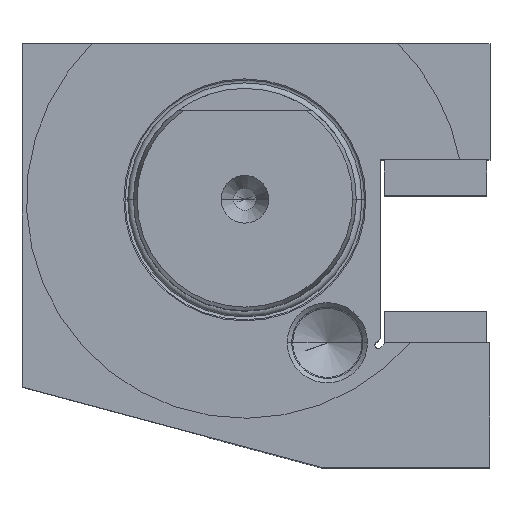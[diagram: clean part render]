
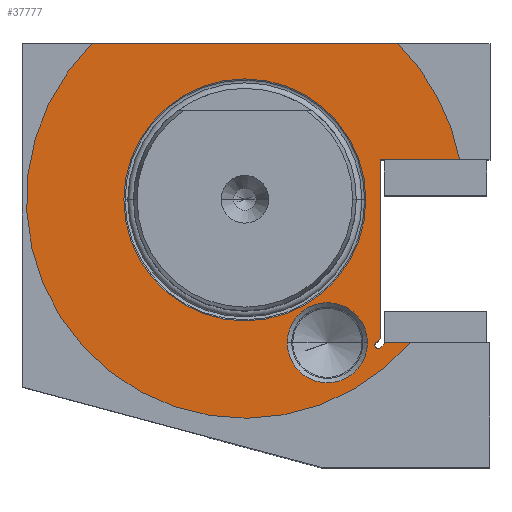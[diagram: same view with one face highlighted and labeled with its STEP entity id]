
A CAD part, top view. The second image highlights one B-rep face of the part: STEP entity #37777.
In plain terms, the highlighted planar face has unit normal (0, 0, 1).
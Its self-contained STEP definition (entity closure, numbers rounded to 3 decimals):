
#18497 = AXIS2_PLACEMENT_3D ( 'NONE', #36210, #36192, #36171 ) ;
#18498 = AXIS2_PLACEMENT_3D ( 'NONE', #46810, #46833, #46845 ) ;
#18501 = AXIS2_PLACEMENT_3D ( 'NONE', #46847, #46848, #46849 ) ;
#18503 = AXIS2_PLACEMENT_3D ( 'NONE', #46949, #46951, #46937 ) ;
#18511 = AXIS2_PLACEMENT_3D ( 'NONE', #46985, #46980, #46954 ) ;
#18572 = AXIS2_PLACEMENT_3D ( 'NONE', #40590, #40601, #40596 ) ;
#18584 = AXIS2_PLACEMENT_3D ( 'NONE', #50944, #50948, #50952 ) ;
#25374 = AXIS2_PLACEMENT_3D ( 'NONE', #62988, #63012, #62963 ) ;
#30086 = VERTEX_POINT ( 'NONE', #75806 ) ;
#30109 = VERTEX_POINT ( 'NONE', #75899 ) ;
#30122 = VERTEX_POINT ( 'NONE', #76164 ) ;
#30123 = VERTEX_POINT ( 'NONE', #76173 ) ;
#36171 = DIRECTION ( 'NONE',  ( 1., 0., 0. ) ) ;
#36192 = DIRECTION ( 'NONE',  ( 0., 0., 1. ) ) ;
#36205 = DIRECTION ( 'NONE',  ( 0.707, 0.707, 0. ) ) ;
#36210 = CARTESIAN_POINT ( 'NONE',  ( 0., 0., -78. ) ) ;
#36211 = CARTESIAN_POINT ( 'NONE',  ( 44.295, -17.145, -78. ) ) ;
#36597 = CARTESIAN_POINT ( 'NONE',  ( 27.15, 0., -78. ) ) ;
#36600 = CARTESIAN_POINT ( 'NONE',  ( 29.404, -32.035, -78. ) ) ;
#36922 = CARTESIAN_POINT ( 'NONE',  ( 30.5, 9., -78. ) ) ;
#36962 = CARTESIAN_POINT ( 'NONE',  ( 34.293, 35., -78. ) ) ;
#36970 = CARTESIAN_POINT ( 'NONE',  ( 30.465, -33.096, -78. ) ) ;
#36979 = CARTESIAN_POINT ( 'NONE',  ( 31.561, -32., -78. ) ) ;
#37002 = CARTESIAN_POINT ( 'NONE',  ( -34.293, 35., -78. ) ) ;
#37007 = CARTESIAN_POINT ( 'NONE',  ( 30.5, -30.939, -78. ) ) ;
#37028 = CARTESIAN_POINT ( 'NONE',  ( 48.166, 9., -78. ) ) ;
#37030 = CARTESIAN_POINT ( 'NONE',  ( 37.108, -32., -78. ) ) ;
#37777 = ADVANCED_FACE ( 'NONE', ( #45895, #45859, #45864 ), #62981, .F. ) ;
#39610 = EDGE_LOOP ( 'NONE', ( #67237, #67271 ) ) ;
#39659 = EDGE_LOOP ( 'NONE', ( #67229, #67256 ) ) ;
#39698 = EDGE_LOOP ( 'NONE', ( #67248, #67257, #67194, #67205, #67232, #67164, #67244, #67219, #67223, #67235 ) ) ;
#40590 = CARTESIAN_POINT ( 'NONE',  ( 29.934, -32.566, -78. ) ) ;
#40596 = DIRECTION ( 'NONE',  ( -1., 0., 0. ) ) ;
#40601 = DIRECTION ( 'NONE',  ( 0., 0., -1. ) ) ;
#42497 = EDGE_CURVE ( 'NONE', #77948, #79019, #44609, .T. ) ;
#42500 = EDGE_CURVE ( 'NONE', #79028, #79047, #44589, .T. ) ;
#42507 = EDGE_CURVE ( 'NONE', #79025, #79012, #44613, .T. ) ;
#42509 = EDGE_CURVE ( 'NONE', #79025, #79009, #44614, .T. ) ;
#42528 = EDGE_CURVE ( 'NONE', #78892, #30123, #44619, .T. ) ;
#42560 = EDGE_CURVE ( 'NONE', #77924, #30122, #44623, .T. ) ;
#42570 = EDGE_CURVE ( 'NONE', #78892, #78942, #44652, .T. ) ;
#42593 = EDGE_CURVE ( 'NONE', #30109, #30086, #44665, .T. ) ;
#42598 = EDGE_CURVE ( 'NONE', #79028, #79012, #44653, .T. ) ;
#42609 = EDGE_CURVE ( 'NONE', #79009, #79019, #44680, .T. ) ;
#42623 = EDGE_CURVE ( 'NONE', #78942, #79047, #44651, .T. ) ;
#43258 = EDGE_CURVE ( 'NONE', #30123, #77948, #44474, .T. ) ;
#43357 = EDGE_CURVE ( 'NONE', #30122, #77924, #68387, .T. ) ;
#44474 = CIRCLE ( 'NONE', #18572, 0.75 ) ;
#44589 = CIRCLE ( 'NONE', #18497, 49. ) ;
#44609 = LINE ( 'NONE', #36211, #44612 ) ;
#44611 = VECTOR ( 'NONE', #46822, 1000. ) ;
#44612 = VECTOR ( 'NONE', #36205, 1000. ) ;
#44613 = CIRCLE ( 'NONE', #18498, 49. ) ;
#44614 = LINE ( 'NONE', #46830, #44611 ) ;
#44619 = CIRCLE ( 'NONE', #18501, 0.75 ) ;
#44623 = CIRCLE ( 'NONE', #18503, 27.15 ) ;
#44637 = VECTOR ( 'NONE', #46927, 1000. ) ;
#44651 = LINE ( 'NONE', #47172, #44683 ) ;
#44652 = LINE ( 'NONE', #46857, #44637 ) ;
#44653 = LINE ( 'NONE', #46988, #44669 ) ;
#44665 = CIRCLE ( 'NONE', #18511, 9. ) ;
#44669 = VECTOR ( 'NONE', #47086, 1000. ) ;
#44672 = VECTOR ( 'NONE', #47116, 1000. ) ;
#44680 = LINE ( 'NONE', #47044, #44672 ) ;
#44683 = VECTOR ( 'NONE', #47202, 1000. ) ;
#45859 = FACE_BOUND ( 'NONE', #39610, .T. ) ;
#45864 = FACE_OUTER_BOUND ( 'NONE', #39698, .T. ) ;
#45895 = FACE_BOUND ( 'NONE', #39659, .T. ) ;
#46810 = CARTESIAN_POINT ( 'NONE',  ( 0., 0., -78. ) ) ;
#46822 = DIRECTION ( 'NONE',  ( -1., 0., 0. ) ) ;
#46830 = CARTESIAN_POINT ( 'NONE',  ( 0., 9., -78. ) ) ;
#46833 = DIRECTION ( 'NONE',  ( 0., 0., 1. ) ) ;
#46845 = DIRECTION ( 'NONE',  ( 1., 0., 0. ) ) ;
#46847 = CARTESIAN_POINT ( 'NONE',  ( 29.934, -32.566, -78. ) ) ;
#46848 = DIRECTION ( 'NONE',  ( 0., 0., -1. ) ) ;
#46849 = DIRECTION ( 'NONE',  ( -1., 0., 0. ) ) ;
#46857 = CARTESIAN_POINT ( 'NONE',  ( 45.355, -18.205, -78. ) ) ;
#46927 = DIRECTION ( 'NONE',  ( 0.707, 0.707, 0. ) ) ;
#46937 = DIRECTION ( 'NONE',  ( 1., 0., 0. ) ) ;
#46949 = CARTESIAN_POINT ( 'NONE',  ( 0., 0., -78. ) ) ;
#46951 = DIRECTION ( 'NONE',  ( 0., 0., 1. ) ) ;
#46954 = DIRECTION ( 'NONE',  ( -1., 0., 0. ) ) ;
#46980 = DIRECTION ( 'NONE',  ( 0., 0., -1. ) ) ;
#46985 = CARTESIAN_POINT ( 'NONE',  ( 18.5, -32.043, -78. ) ) ;
#46988 = CARTESIAN_POINT ( 'NONE',  ( 0., 35., -78. ) ) ;
#47044 = CARTESIAN_POINT ( 'NONE',  ( 30.5, 27.15, -78. ) ) ;
#47086 = DIRECTION ( 'NONE',  ( 1., 0., 0. ) ) ;
#47116 = DIRECTION ( 'NONE',  ( 0., -1., 0. ) ) ;
#47172 = CARTESIAN_POINT ( 'NONE',  ( 0., -32., -78. ) ) ;
#47202 = DIRECTION ( 'NONE',  ( 1., 0., 0. ) ) ;
#50944 = CARTESIAN_POINT ( 'NONE',  ( 0., 0., -78. ) ) ;
#50948 = DIRECTION ( 'NONE',  ( 0., 0., 1. ) ) ;
#50952 = DIRECTION ( 'NONE',  ( 1., 0., 0. ) ) ;
#56524 = EDGE_CURVE ( 'NONE', #30086, #30109, #67820, .T. ) ;
#62464 = AXIS2_PLACEMENT_3D ( 'NONE', #64215, #64240, #64231 ) ;
#62963 = DIRECTION ( 'NONE',  ( -1., 0., 0. ) ) ;
#62981 = PLANE ( 'NONE',  #25374 ) ;
#62988 = CARTESIAN_POINT ( 'NONE',  ( 0., 27.15, -78. ) ) ;
#63012 = DIRECTION ( 'NONE',  ( 0., 0., -1. ) ) ;
#64215 = CARTESIAN_POINT ( 'NONE',  ( 18.5, -32.043, -78. ) ) ;
#64231 = DIRECTION ( 'NONE',  ( -1., 0., 0. ) ) ;
#64240 = DIRECTION ( 'NONE',  ( 0., 0., -1. ) ) ;
#67164 = ORIENTED_EDGE ( 'NONE', *, *, #42509, .F. ) ;
#67194 = ORIENTED_EDGE ( 'NONE', *, *, #43258, .T. ) ;
#67205 = ORIENTED_EDGE ( 'NONE', *, *, #42497, .T. ) ;
#67219 = ORIENTED_EDGE ( 'NONE', *, *, #42598, .F. ) ;
#67223 = ORIENTED_EDGE ( 'NONE', *, *, #42500, .T. ) ;
#67229 = ORIENTED_EDGE ( 'NONE', *, *, #56524, .T. ) ;
#67232 = ORIENTED_EDGE ( 'NONE', *, *, #42609, .F. ) ;
#67235 = ORIENTED_EDGE ( 'NONE', *, *, #42623, .F. ) ;
#67237 = ORIENTED_EDGE ( 'NONE', *, *, #42560, .F. ) ;
#67244 = ORIENTED_EDGE ( 'NONE', *, *, #42507, .T. ) ;
#67248 = ORIENTED_EDGE ( 'NONE', *, *, #42570, .F. ) ;
#67256 = ORIENTED_EDGE ( 'NONE', *, *, #42593, .T. ) ;
#67257 = ORIENTED_EDGE ( 'NONE', *, *, #42528, .T. ) ;
#67271 = ORIENTED_EDGE ( 'NONE', *, *, #43357, .F. ) ;
#67820 = CIRCLE ( 'NONE', #62464, 9. ) ;
#68387 = CIRCLE ( 'NONE', #18584, 27.15 ) ;
#75806 = CARTESIAN_POINT ( 'NONE',  ( 27.5, -32.043, -78. ) ) ;
#75899 = CARTESIAN_POINT ( 'NONE',  ( 9.5, -32.043, -78. ) ) ;
#76164 = CARTESIAN_POINT ( 'NONE',  ( -27.15, 0., -78. ) ) ;
#76173 = CARTESIAN_POINT ( 'NONE',  ( 29.184, -32.566, -78. ) ) ;
#77924 = VERTEX_POINT ( 'NONE', #36597 ) ;
#77948 = VERTEX_POINT ( 'NONE', #36600 ) ;
#78892 = VERTEX_POINT ( 'NONE', #36970 ) ;
#78942 = VERTEX_POINT ( 'NONE', #36979 ) ;
#79009 = VERTEX_POINT ( 'NONE', #36922 ) ;
#79012 = VERTEX_POINT ( 'NONE', #36962 ) ;
#79019 = VERTEX_POINT ( 'NONE', #37007 ) ;
#79025 = VERTEX_POINT ( 'NONE', #37028 ) ;
#79028 = VERTEX_POINT ( 'NONE', #37002 ) ;
#79047 = VERTEX_POINT ( 'NONE', #37030 ) ;
